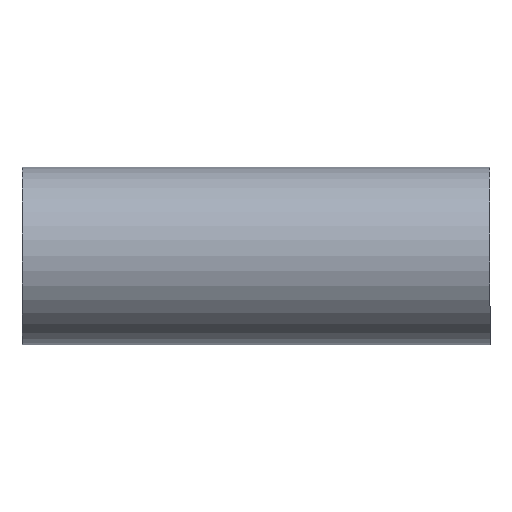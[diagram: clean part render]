
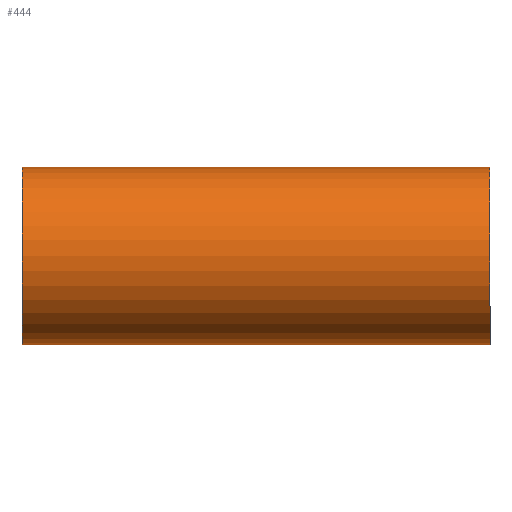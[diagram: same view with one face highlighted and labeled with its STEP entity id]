
A CAD part, top view. The second image highlights one B-rep face of the part: STEP entity #444.
In plain terms, the highlighted cylindrical face has radius 19.05 mm (diameter 38.1 mm), a partial arc.
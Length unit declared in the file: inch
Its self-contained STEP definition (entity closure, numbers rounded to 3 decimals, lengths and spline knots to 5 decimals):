
#3 = VERTEX_POINT ( 'NONE', #324 ) ;
#7 = DIRECTION ( 'NONE',  ( 1., 0., 0. ) ) ;
#15 = LINE ( 'NONE', #473, #75 ) ;
#19 = CARTESIAN_POINT ( 'NONE',  ( 0., 0., 0. ) ) ;
#75 = VECTOR ( 'NONE', #7, 39.37008 ) ;
#105 = LINE ( 'NONE', #361, #485 ) ;
#126 = VERTEX_POINT ( 'NONE', #648 ) ;
#129 = ORIENTED_EDGE ( 'NONE', *, *, #422, .T. ) ;
#158 = CIRCLE ( 'NONE', #505, 0.75 ) ;
#164 = VERTEX_POINT ( 'NONE', #347 ) ;
#170 = DIRECTION ( 'NONE',  ( 1., 0., 0. ) ) ;
#209 = CARTESIAN_POINT ( 'NONE',  ( 0., -0.75, 0. ) ) ;
#224 = DIRECTION ( 'NONE',  ( 0., 1., 0. ) ) ;
#258 = DIRECTION ( 'NONE',  ( 1., 0., 0. ) ) ;
#260 = AXIS2_PLACEMENT_3D ( 'NONE', #653, #598, #541 ) ;
#267 = AXIS2_PLACEMENT_3D ( 'NONE', #19, #486, #224 ) ;
#305 = ORIENTED_EDGE ( 'NONE', *, *, #556, .F. ) ;
#307 = VERTEX_POINT ( 'NONE', #209 ) ;
#320 = EDGE_CURVE ( 'NONE', #126, #3, #105, .T. ) ;
#324 = CARTESIAN_POINT ( 'NONE',  ( 0., 0.75, 0. ) ) ;
#347 = CARTESIAN_POINT ( 'NONE',  ( -3.95669, -0.75, 0. ) ) ;
#361 = CARTESIAN_POINT ( 'NONE',  ( 0., 0.75, 0. ) ) ;
#372 = CYLINDRICAL_SURFACE ( 'NONE', #267, 0.75 ) ;
#373 = EDGE_CURVE ( 'NONE', #164, #307, #15, .T. ) ;
#378 = FACE_OUTER_BOUND ( 'NONE', #596, .T. ) ;
#407 = ORIENTED_EDGE ( 'NONE', *, *, #373, .T. ) ;
#418 = CARTESIAN_POINT ( 'NONE',  ( -3.95669, 0., 0. ) ) ;
#422 = EDGE_CURVE ( 'NONE', #126, #164, #158, .T. ) ;
#444 = ADVANCED_FACE ( 'NONE', ( #378 ), #372, .T. ) ;
#473 = CARTESIAN_POINT ( 'NONE',  ( 0., -0.75, 0. ) ) ;
#478 = DIRECTION ( 'NONE',  ( 0., 1., 0. ) ) ;
#485 = VECTOR ( 'NONE', #258, 39.37008 ) ;
#486 = DIRECTION ( 'NONE',  ( 1., 0., 0. ) ) ;
#505 = AXIS2_PLACEMENT_3D ( 'NONE', #418, #170, #478 ) ;
#541 = DIRECTION ( 'NONE',  ( 0., 1., 0. ) ) ;
#556 = EDGE_CURVE ( 'NONE', #3, #307, #576, .T. ) ;
#576 = CIRCLE ( 'NONE', #260, 0.75 ) ;
#596 = EDGE_LOOP ( 'NONE', ( #129, #407, #305, #634 ) ) ;
#598 = DIRECTION ( 'NONE',  ( 1., 0., 0. ) ) ;
#634 = ORIENTED_EDGE ( 'NONE', *, *, #320, .F. ) ;
#648 = CARTESIAN_POINT ( 'NONE',  ( -3.95669, 0.75, 0. ) ) ;
#653 = CARTESIAN_POINT ( 'NONE',  ( 0., 0., 0. ) ) ;
